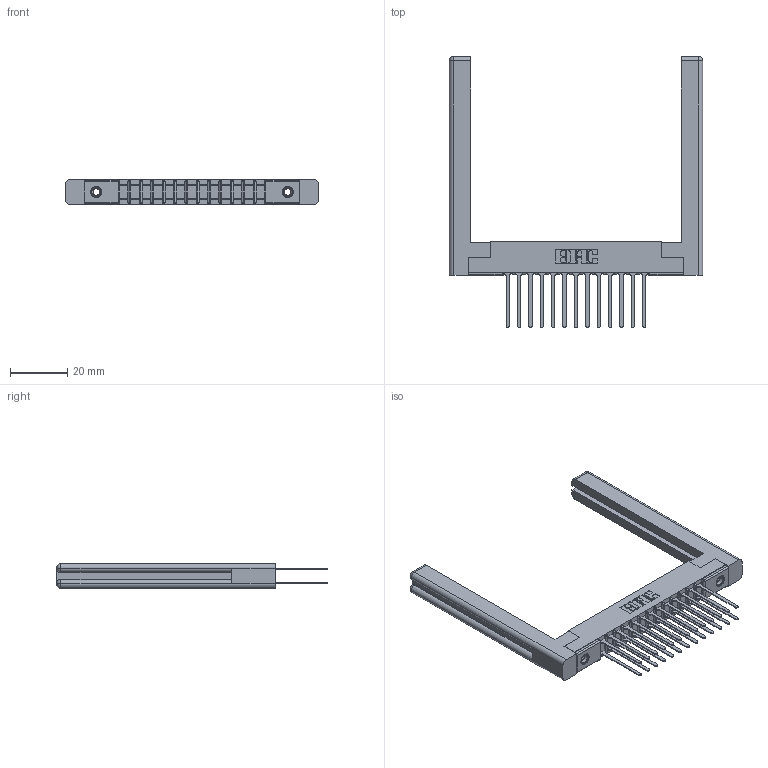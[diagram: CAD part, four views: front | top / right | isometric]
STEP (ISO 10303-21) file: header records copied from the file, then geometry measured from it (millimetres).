
FILE_DESCRIPTION (( 'STEP AP203' ), '1' );
FILE_NAME ('357-026-540-258.STEP', '2019-09-17T22:51:36', ( '' ), ( '' ), 'SwSTEP 2.0', 'SolidWorks 2016', '' );
FILE_SCHEMA (( 'CONFIG_CONTROL_DESIGN' ));
Length unit declared in the file: inch
Products named in the file (5): 345-250-001_345-250-001-102; 307-290-001_540; 357-026-540-258; 307-220-058; 307 Part_.156 Dia Mounting Holes
Assembly tree (31 placements, depth 2):
  357-026-540-258
    307 Part_.156 Dia Mounting Holes
    307-290-001_540  x26
    307-220-058  x2
    345-250-001_345-250-001-102  x2
Bounding box: 88.14 x 94.31 x 8.71 mm (x, y, z)
Volume: 13598 mm3; surface area: 15889.4 mm2
Topology: 31 solids, 31 shells, 1470 faces, 4057 edges, 2618 vertices
Faces by surface type: plane 960, cylinder 458, sphere 28, torus 12, cone 12
Entity records: 17737 total; most frequent: CARTESIAN_POINT 2928, ORIENTED_EDGE 2840, DIRECTION 2838, EDGE_CURVE 1420, VECTOR 1074, LINE 1074, VERTEX_POINT 918, AXIS2_PLACEMENT_3D 882
